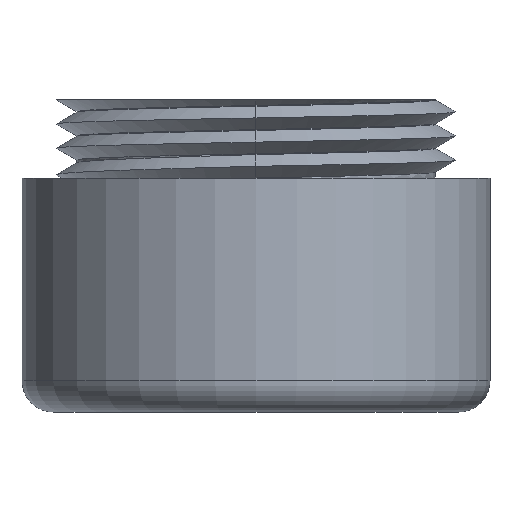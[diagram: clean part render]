
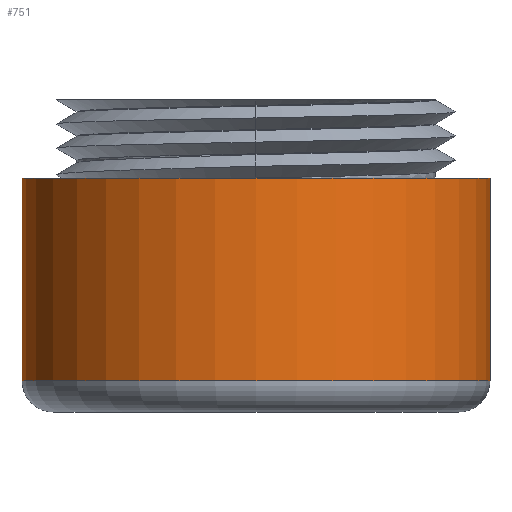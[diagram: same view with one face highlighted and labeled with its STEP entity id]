
A CAD part, front view. The second image highlights one B-rep face of the part: STEP entity #751.
In plain terms, the highlighted cylindrical face has radius 30 mm (diameter 60 mm), a full revolution.
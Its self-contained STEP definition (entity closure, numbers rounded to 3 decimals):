
#673 = EDGE_CURVE('',#674,#674,#676,.T.);
#674 = VERTEX_POINT('',#675);
#675 = CARTESIAN_POINT('',(-30.,0.,0.));
#676 = CIRCLE('',#677,30.);
#677 = AXIS2_PLACEMENT_3D('',#678,#679,#680);
#678 = CARTESIAN_POINT('',(0.,0.,0.));
#679 = DIRECTION('',(0.,0.,1.));
#680 = DIRECTION('',(-1.,0.,0.));
#751 = ADVANCED_FACE('',(#752),#771,.T.);
#752 = FACE_BOUND('',#753,.F.);
#753 = EDGE_LOOP('',(#754,#755,#763,#770));
#754 = ORIENTED_EDGE('',*,*,#673,.T.);
#755 = ORIENTED_EDGE('',*,*,#756,.T.);
#756 = EDGE_CURVE('',#674,#757,#759,.T.);
#757 = VERTEX_POINT('',#758);
#758 = CARTESIAN_POINT('',(-30.,0.,
    -26.));
#759 = LINE('',#760,#761);
#760 = CARTESIAN_POINT('',(-30.,0.,0.));
#761 = VECTOR('',#762,1.);
#762 = DIRECTION('',(0.,0.,-1.));
#763 = ORIENTED_EDGE('',*,*,#764,.F.);
#764 = EDGE_CURVE('',#757,#757,#765,.T.);
#765 = CIRCLE('',#766,30.);
#766 = AXIS2_PLACEMENT_3D('',#767,#768,#769);
#767 = CARTESIAN_POINT('',(0.,0.,-26.));
#768 = DIRECTION('',(0.,0.,1.));
#769 = DIRECTION('',(-1.,0.,0.));
#770 = ORIENTED_EDGE('',*,*,#756,.F.);
#771 = CYLINDRICAL_SURFACE('',#772,30.);
#772 = AXIS2_PLACEMENT_3D('',#773,#774,#775);
#773 = CARTESIAN_POINT('',(0.,0.,0.));
#774 = DIRECTION('',(-0.,0.,-1.));
#775 = DIRECTION('',(-1.,0.,0.));
